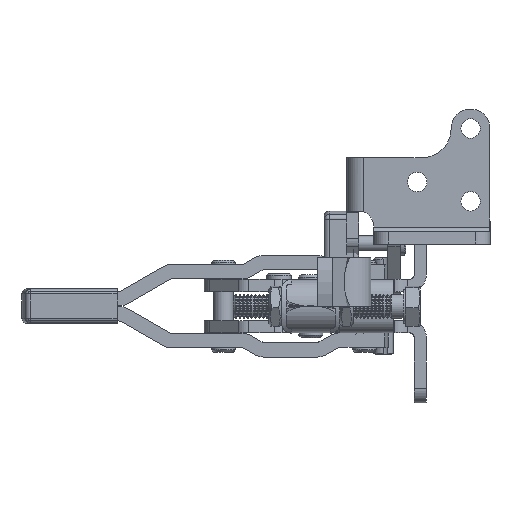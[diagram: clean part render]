
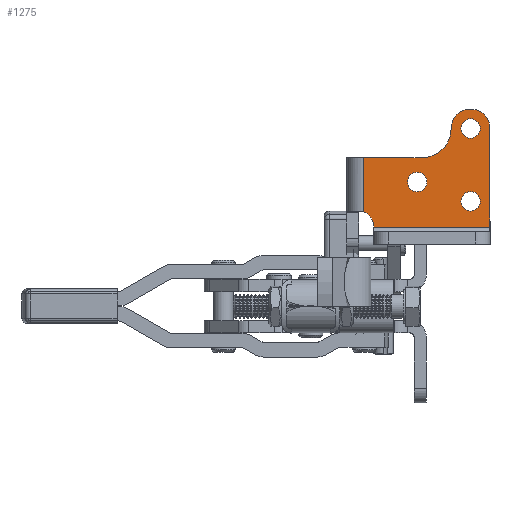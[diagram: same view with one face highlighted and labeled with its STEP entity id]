
A CAD part, left-side view. The second image highlights one B-rep face of the part: STEP entity #1275.
In plain terms, the highlighted planar face has unit normal (-1, 0, 0).
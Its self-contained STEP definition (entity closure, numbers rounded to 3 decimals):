
#1275 = ADVANCED_FACE( '', ( #2918, #2919, #2920, #2921 ), #2922, .T. );
#2918 = FACE_OUTER_BOUND( '', #4904, .T. );
#2919 = FACE_BOUND( '', #4905, .T. );
#2920 = FACE_BOUND( '', #4906, .T. );
#2921 = FACE_BOUND( '', #4907, .T. );
#2922 = PLANE( '', #4908 );
#4904 = EDGE_LOOP( '', ( #8142, #8143, #8144, #8145, #8146, #8147, #8148, #8149 ) );
#4905 = EDGE_LOOP( '', ( #8150 ) );
#4906 = EDGE_LOOP( '', ( #8151 ) );
#4907 = EDGE_LOOP( '', ( #8152 ) );
#4908 = AXIS2_PLACEMENT_3D( '', #8153, #8154, #8155 );
#8142 = ORIENTED_EDGE( '', *, *, #10237, .F. );
#8143 = ORIENTED_EDGE( '', *, *, #10724, .T. );
#8144 = ORIENTED_EDGE( '', *, *, #10259, .T. );
#8145 = ORIENTED_EDGE( '', *, *, #10874, .T. );
#8146 = ORIENTED_EDGE( '', *, *, #10081, .T. );
#8147 = ORIENTED_EDGE( '', *, *, #9975, .T. );
#8148 = ORIENTED_EDGE( '', *, *, #10703, .F. );
#8149 = ORIENTED_EDGE( '', *, *, #10875, .F. );
#8150 = ORIENTED_EDGE( '', *, *, #10775, .F. );
#8151 = ORIENTED_EDGE( '', *, *, #10420, .F. );
#8152 = ORIENTED_EDGE( '', *, *, #10285, .F. );
#8153 = CARTESIAN_POINT( '', ( -36.4, 34.767, 0. ) );
#8154 = DIRECTION( '', ( -1., 0., 0. ) );
#8155 = DIRECTION( '', ( 0., 0., 1. ) );
#9975 = EDGE_CURVE( '', #11623, #11620, #11624, .T. );
#10081 = EDGE_CURVE( '', #11800, #11623, #11801, .T. );
#10237 = EDGE_CURVE( '', #12058, #12059, #12060, .T. );
#10259 = EDGE_CURVE( '', #12099, #12097, #12100, .T. );
#10285 = EDGE_CURVE( '', #12140, #12140, #12141, .T. );
#10420 = EDGE_CURVE( '', #12372, #12372, #12373, .T. );
#10703 = EDGE_CURVE( '', #12788, #11620, #12790, .T. );
#10724 = EDGE_CURVE( '', #12058, #12099, #12817, .T. );
#10775 = EDGE_CURVE( '', #12883, #12883, #12884, .T. );
#10874 = EDGE_CURVE( '', #12097, #11800, #13018, .T. );
#10875 = EDGE_CURVE( '', #12059, #12788, #13019, .T. );
#11620 = VERTEX_POINT( '', #14012 );
#11623 = VERTEX_POINT( '', #14020 );
#11624 = LINE( '', #14021, #14022 );
#11800 = VERTEX_POINT( '', #14237 );
#11801 = LINE( '', #14238, #14239 );
#12058 = VERTEX_POINT( '', #14626 );
#12059 = VERTEX_POINT( '', #14627 );
#12060 = LINE( '', #14628, #14629 );
#12097 = VERTEX_POINT( '', #14672 );
#12099 = VERTEX_POINT( '', #14675 );
#12100 = CIRCLE( '', #14676, 4. );
#12140 = VERTEX_POINT( '', #14749 );
#12141 = CIRCLE( '', #14750, 2. );
#12372 = VERTEX_POINT( '', #15165 );
#12373 = CIRCLE( '', #15166, 2. );
#12788 = VERTEX_POINT( '', #15742 );
#12790 = CIRCLE( '', #15745, 3. );
#12817 = LINE( '', #15779, #15780 );
#12883 = VERTEX_POINT( '', #15911 );
#12884 = CIRCLE( '', #15912, 2. );
#13018 = CIRCLE( '', #16124, 6. );
#13019 = LINE( '', #16125, #16126 );
#14012 = CARTESIAN_POINT( '', ( -36.4, -1., 19.44 ) );
#14020 = CARTESIAN_POINT( '', ( -36.4, -1., 30.6 ) );
#14021 = CARTESIAN_POINT( '', ( -36.4, -1., 30.6 ) );
#14022 = VECTOR( '', #17051, 1000. );
#14237 = CARTESIAN_POINT( '', ( -36.4, -13.033, 30.6 ) );
#14238 = CARTESIAN_POINT( '', ( -36.4, -13.033, 30.6 ) );
#14239 = VECTOR( '', #17217, 1000. );
#14626 = CARTESIAN_POINT( '', ( -36.4, -27.033, 16.3 ) );
#14627 = CARTESIAN_POINT( '', ( -36.4, -3.033, 16.3 ) );
#14628 = CARTESIAN_POINT( '', ( -36.4, -28.468, 16.3 ) );
#14629 = VECTOR( '', #17441, 1000. );
#14672 = CARTESIAN_POINT( '', ( -36.4, -19.033, 36.6 ) );
#14675 = CARTESIAN_POINT( '', ( -36.4, -27.033, 36.6 ) );
#14676 = AXIS2_PLACEMENT_3D( '', #17482, #17483, #17484 );
#14749 = CARTESIAN_POINT( '', ( -36.4, -23.033, 38.6 ) );
#14750 = AXIS2_PLACEMENT_3D( '', #17524, #17525, #17526 );
#15165 = CARTESIAN_POINT( '', ( -36.4, -23.033, 23.6 ) );
#15166 = AXIS2_PLACEMENT_3D( '', #17719, #17720, #17721 );
#15742 = CARTESIAN_POINT( '', ( -36.4, -3.033, 16.6 ) );
#15745 = AXIS2_PLACEMENT_3D( '', #18081, #18082, #18083 );
#15779 = CARTESIAN_POINT( '', ( -36.4, -27.033, 0. ) );
#15780 = VECTOR( '', #18106, 1000. );
#15911 = CARTESIAN_POINT( '', ( -36.4, -12.033, 27.6 ) );
#15912 = AXIS2_PLACEMENT_3D( '', #18165, #18166, #18167 );
#16124 = AXIS2_PLACEMENT_3D( '', #18277, #18278, #18279 );
#16125 = CARTESIAN_POINT( '', ( -36.4, -3.033, 0. ) );
#16126 = VECTOR( '', #18280, 1000. );
#17051 = DIRECTION( '', ( 0., 0., -1. ) );
#17217 = DIRECTION( '', ( 0., 1., 0. ) );
#17441 = DIRECTION( '', ( 0., 1., 0. ) );
#17482 = CARTESIAN_POINT( '', ( -36.4, -23.033, 36.6 ) );
#17483 = DIRECTION( '', ( -1., 0., 0. ) );
#17484 = DIRECTION( '', ( 0., 1., 0. ) );
#17524 = CARTESIAN_POINT( '', ( -36.4, -23.033, 36.6 ) );
#17525 = DIRECTION( '', ( -1., 0., 0. ) );
#17526 = DIRECTION( '', ( 0., 0., 1. ) );
#17719 = CARTESIAN_POINT( '', ( -36.4, -23.033, 21.6 ) );
#17720 = DIRECTION( '', ( -1., 0., 0. ) );
#17721 = DIRECTION( '', ( 0., 0., 1. ) );
#18081 = CARTESIAN_POINT( '', ( -36.4, -0.033, 16.6 ) );
#18082 = DIRECTION( '', ( -1., 0., 0. ) );
#18083 = DIRECTION( '', ( 0., 1., 0. ) );
#18106 = DIRECTION( '', ( 0., 0., 1. ) );
#18165 = CARTESIAN_POINT( '', ( -36.4, -12.033, 25.6 ) );
#18166 = DIRECTION( '', ( -1., 0., 0. ) );
#18167 = DIRECTION( '', ( 0., 0., 1. ) );
#18277 = CARTESIAN_POINT( '', ( -36.4, -13.033, 36.6 ) );
#18278 = DIRECTION( '', ( 1., 0., 0. ) );
#18279 = DIRECTION( '', ( 0., 1., 0. ) );
#18280 = DIRECTION( '', ( 0., 0., 1. ) );
